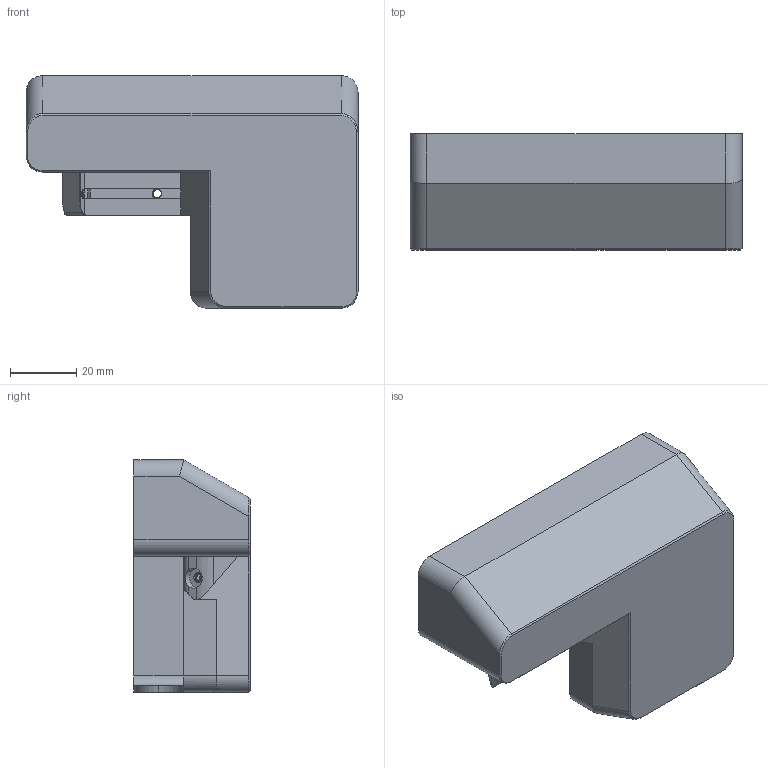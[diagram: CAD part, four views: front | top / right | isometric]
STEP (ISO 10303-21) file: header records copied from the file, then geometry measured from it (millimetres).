
FILE_DESCRIPTION(('FreeCAD Model'),'2;1');
FILE_NAME('Open CASCADE Shape Model','2023-01-22T17:59:43',('Author'),( ''),'Open CASCADE STEP processor 7.6','FreeCAD','Unknown');
FILE_SCHEMA(('AUTOMOTIVE_DESIGN { 1 0 10303 214 1 1 1 1 }'));
Length unit declared in the file: millimetre
Products named in the file (1): Bucket300_LDO
Bounding box: 100 x 35 x 70 mm (x, y, z)
Volume: 29445.7 mm3; surface area: 28797.1 mm2
Topology: 2 solids, 2 shells, 164 faces, 443 edges, 287 vertices
Faces by surface type: plane 90, cylinder 40, bspline 30, cone 2, sphere 2
Full cylindrical faces by diameter (mm): 6 x2
Entity records: 21139 total; most frequent: CARTESIAN_POINT 12843, DIRECTION 1340, LINE 901, VECTOR 901, ORIENTED_EDGE 884, PCURVE 884, DEFINITIONAL_REPRESENTATION 884, EDGE_CURVE 442
